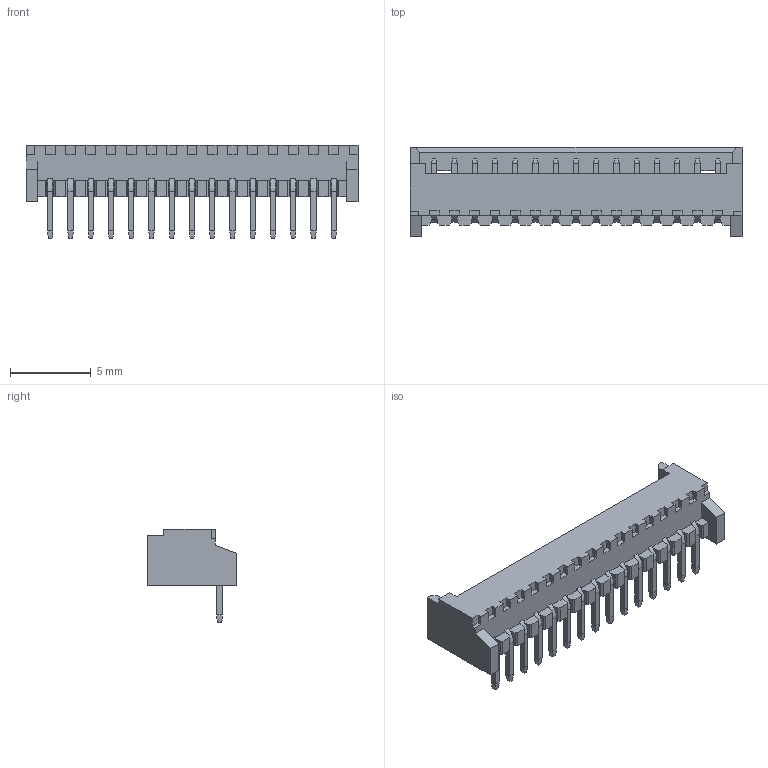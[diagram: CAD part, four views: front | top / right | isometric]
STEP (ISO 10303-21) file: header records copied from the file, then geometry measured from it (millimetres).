
FILE_DESCRIPTION((''),'2;1');
FILE_NAME('530481510','2016-08-16T',('rlalsangi'),(''),'PRO/ENGINEER BY PARAMETRIC TECHNOLOGY CORPORATION, 2012310','PRO/ENGINEER BY PARAMETRIC TECHNOLOGY CORPORATION, 2012310','');
FILE_SCHEMA(('CONFIG_CONTROL_DESIGN'));
Length unit declared in the file: millimetre
Products named in the file (1): 530481510
Bounding box: 20.5 x 5.5 x 5.8 mm (x, y, z)
Volume: 146.1 mm3; surface area: 561.8 mm2
Topology: 1 solids, 1 shells, 523 faces, 1362 edges, 856 vertices
Faces by surface type: plane 388, bspline 120, cylinder 15
Entity records: 18538 total; most frequent: CARTESIAN_POINT 6312, ORIENTED_EDGE 2664, DIRECTION 2140, EDGE_CURVE 1332, VECTOR 1152, LINE 1152, VERTEX_POINT 826, EDGE_LOOP 542
